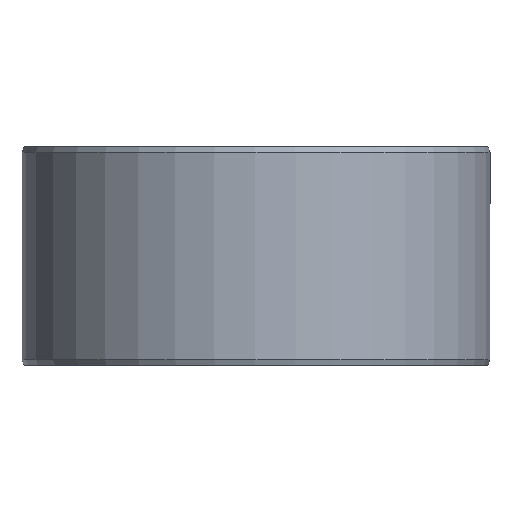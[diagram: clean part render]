
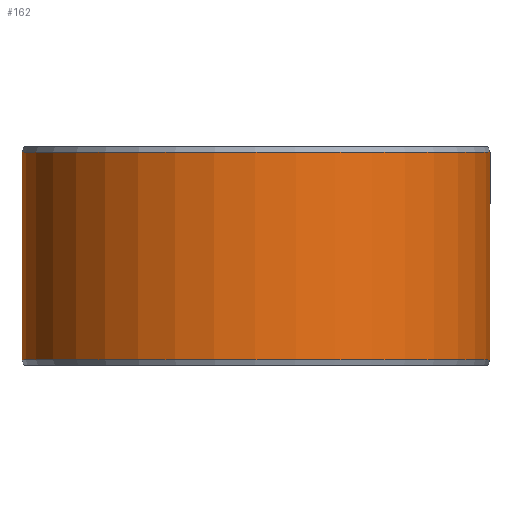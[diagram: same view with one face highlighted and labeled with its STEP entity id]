
A CAD part, front view. The second image highlights one B-rep face of the part: STEP entity #162.
In plain terms, the highlighted cylindrical face has radius 75 mm (diameter 150 mm), a partial arc.
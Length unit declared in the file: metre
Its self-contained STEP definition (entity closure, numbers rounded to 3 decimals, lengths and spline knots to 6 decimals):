
#162=ADVANCED_FACE('',(#185,#186),#187,.T.);
#185=FACE_OUTER_BOUND('',#211,.T.);
#186=FACE_BOUND('',#212,.T.);
#187=CYLINDRICAL_SURFACE('',#213,0.075);
#211=EDGE_LOOP('',(#289,#290,#291,#292));
#212=EDGE_LOOP('',(#293));
#213=AXIS2_PLACEMENT_3D('',#294,#295,#296);
#289=ORIENTED_EDGE('',*,*,#314,.T.);
#290=ORIENTED_EDGE('',*,*,#323,.F.);
#291=ORIENTED_EDGE('',*,*,#309,.F.);
#292=ORIENTED_EDGE('',*,*,#324,.T.);
#293=ORIENTED_EDGE('',*,*,#327,.T.);
#294=CARTESIAN_POINT('',(0.,0.,0.0));
#295=DIRECTION('',(0.,0.0,-1.0));
#296=DIRECTION('',(-1.0,0.0,0.));
#309=EDGE_CURVE('',#341,#342,#343,.T.);
#314=EDGE_CURVE('',#351,#349,#352,.T.);
#323=EDGE_CURVE('',#342,#349,#365,.T.);
#324=EDGE_CURVE('',#341,#351,#366,.T.);
#327=EDGE_CURVE('',#370,#370,#371,.T.);
#341=VERTEX_POINT('',#389);
#342=VERTEX_POINT('',#390);
#343=CIRCLE('',#391,0.075);
#349=VERTEX_POINT('',#399);
#351=VERTEX_POINT('',#402);
#352=CIRCLE('',#403,0.075);
#365=LINE('',#422,#423);
#366=LINE('',#424,#425);
#370=VERTEX_POINT('',#501);
#371=B_SPLINE_CURVE_WITH_KNOTS('',3,(#502,#503,#504,#505,#506,#507,#508,#509,#510,#511,#512,#513,#514,#515,#516,#517,#518,#519,#520,#521,#522,#523,#524,#525,#526,#527,#528,#529,#530,#531,#532,#533,#534,#535,#536,#537,#538,#539,#540,#541,#542,#543,#544,#545,#546,#547,#548,#549,#550,#551,#552,#553,#554,#555,#556,#557,#558,#559,#560,#561,#562,#563,#564,#565,#566,#567,#568,#569,#570,#571,#572,#573),.UNSPECIFIED.,.T.,.F.,(2,2,2,2,2,2,2,2,2,2,2,2,2,2,2,2,2,2,2,2,2,2,2,2,2,2,2,2,2,2,2,2,2,2,2,2,2,2),(-0.000977,0.0,0.000977,0.001466,0.001954,0.002932,0.003909,0.004886,0.005863,0.00684,0.007817,0.008795,0.009772,0.010749,0.011726,0.012703,0.013192,0.01368,0.014658,0.015635,0.016612,0.017589,0.018566,0.019544,0.020521,0.021498,0.022475,0.023452,0.024429,0.024918,0.025407,0.026384,0.027361,0.028338,0.029315,0.030292,0.03127,0.032247),.UNSPECIFIED.);
#389=CARTESIAN_POINT('',(0.001309,0.074989,0.0018));
#390=CARTESIAN_POINT('',(0.,0.075,0.0018));
#391=AXIS2_PLACEMENT_3D('',#587,#588,#589);
#399=CARTESIAN_POINT('',(0.,0.075,0.0682));
#402=CARTESIAN_POINT('',(0.001309,0.074989,0.0682));
#403=AXIS2_PLACEMENT_3D('',#596,#597,#598);
#422=CARTESIAN_POINT('',(0.,0.075,0.0018));
#423=VECTOR('',#611,1.0);
#424=CARTESIAN_POINT('',(0.001309,0.074989,0.0018));
#425=VECTOR('',#612,1.0);
#501=CARTESIAN_POINT('',(0.061569,-0.042828,0.035));
#502=CARTESIAN_POINT('',(0.061569,-0.042828,0.03467));
#503=CARTESIAN_POINT('',(0.061569,-0.042828,0.03533));
#504=CARTESIAN_POINT('',(0.061588,-0.042801,0.035655));
#505=CARTESIAN_POINT('',(0.061642,-0.042723,0.036135));
#506=CARTESIAN_POINT('',(0.061665,-0.04269,0.036293));
#507=CARTESIAN_POINT('',(0.061719,-0.042612,0.036607));
#508=CARTESIAN_POINT('',(0.061751,-0.042565,0.036763));
#509=CARTESIAN_POINT('',(0.061858,-0.04241,0.037217));
#510=CARTESIAN_POINT('',(0.061945,-0.042283,0.037505));
#511=CARTESIAN_POINT('',(0.062149,-0.041983,0.038048));
#512=CARTESIAN_POINT('',(0.062267,-0.041807,0.038305));
#513=CARTESIAN_POINT('',(0.062523,-0.041423,0.038766));
#514=CARTESIAN_POINT('',(0.062662,-0.041213,0.038973));
#515=CARTESIAN_POINT('',(0.062961,-0.040755,0.039339));
#516=CARTESIAN_POINT('',(0.063119,-0.04051,0.039494));
#517=CARTESIAN_POINT('',(0.063442,-0.040003,0.039744));
#518=CARTESIAN_POINT('',(0.06361,-0.039736,0.03984));
#519=CARTESIAN_POINT('',(0.063949,-0.039187,0.039968));
#520=CARTESIAN_POINT('',(0.064118,-0.03891,0.04));
#521=CARTESIAN_POINT('',(0.064454,-0.038351,0.04));
#522=CARTESIAN_POINT('',(0.064623,-0.038065,0.039968));
#523=CARTESIAN_POINT('',(0.064946,-0.037511,0.03984));
#524=CARTESIAN_POINT('',(0.065101,-0.037241,0.039746));
#525=CARTESIAN_POINT('',(0.0654,-0.036714,0.039495));
#526=CARTESIAN_POINT('',(0.065543,-0.036458,0.039339));
#527=CARTESIAN_POINT('',(0.065805,-0.035984,0.038977));
#528=CARTESIAN_POINT('',(0.065925,-0.035762,0.03877));
#529=CARTESIAN_POINT('',(0.066147,-0.03535,0.038304));
#530=CARTESIAN_POINT('',(0.066244,-0.035167,0.038051));
#531=CARTESIAN_POINT('',(0.066371,-0.034926,0.037645));
#532=CARTESIAN_POINT('',(0.066411,-0.034852,0.037505));
#533=CARTESIAN_POINT('',(0.066482,-0.034714,0.037216));
#534=CARTESIAN_POINT('',(0.066515,-0.034651,0.037066));
#535=CARTESIAN_POINT('',(0.066602,-0.034484,0.036612));
#536=CARTESIAN_POINT('',(0.066646,-0.0344,0.0363));
#537=CARTESIAN_POINT('',(0.066705,-0.034285,0.03566));
#538=CARTESIAN_POINT('',(0.06672,-0.034256,0.035328));
#539=CARTESIAN_POINT('',(0.06672,-0.034256,0.034675));
#540=CARTESIAN_POINT('',(0.066705,-0.034284,0.034351));
#541=CARTESIAN_POINT('',(0.066647,-0.034398,0.033706));
#542=CARTESIAN_POINT('',(0.066603,-0.034483,0.03339));
#543=CARTESIAN_POINT('',(0.066488,-0.034705,0.032788));
#544=CARTESIAN_POINT('',(0.066416,-0.034842,0.032498));
#545=CARTESIAN_POINT('',(0.066245,-0.035166,0.03195));
#546=CARTESIAN_POINT('',(0.066148,-0.035348,0.031699));
#547=CARTESIAN_POINT('',(0.065929,-0.035754,0.031237));
#548=CARTESIAN_POINT('',(0.065807,-0.03598,0.031026));
#549=CARTESIAN_POINT('',(0.065544,-0.036456,0.030662));
#550=CARTESIAN_POINT('',(0.065404,-0.036707,0.030509));
#551=CARTESIAN_POINT('',(0.065106,-0.037233,0.030257));
#552=CARTESIAN_POINT('',(0.064947,-0.037509,0.030161));
#553=CARTESIAN_POINT('',(0.064625,-0.038061,0.030033));
#554=CARTESIAN_POINT('',(0.06446,-0.038341,0.03));
#555=CARTESIAN_POINT('',(0.06412,-0.038906,0.03));
#556=CARTESIAN_POINT('',(0.06395,-0.039185,0.030032));
#557=CARTESIAN_POINT('',(0.063698,-0.039592,0.030127));
#558=CARTESIAN_POINT('',(0.063614,-0.039727,0.030166));
#559=CARTESIAN_POINT('',(0.063448,-0.039993,0.030261));
#560=CARTESIAN_POINT('',(0.063364,-0.040125,0.030317));
#561=CARTESIAN_POINT('',(0.06312,-0.040509,0.030505));
#562=CARTESIAN_POINT('',(0.062964,-0.04075,0.030658));
#563=CARTESIAN_POINT('',(0.062667,-0.041206,0.03102));
#564=CARTESIAN_POINT('',(0.062525,-0.041421,0.031231));
#565=CARTESIAN_POINT('',(0.062268,-0.041805,0.031692));
#566=CARTESIAN_POINT('',(0.062153,-0.041977,0.031944));
#567=CARTESIAN_POINT('',(0.061947,-0.04228,0.032489));
#568=CARTESIAN_POINT('',(0.061859,-0.042409,0.032781));
#569=CARTESIAN_POINT('',(0.061717,-0.042615,0.033382));
#570=CARTESIAN_POINT('',(0.061662,-0.042695,0.033696));
#571=CARTESIAN_POINT('',(0.061588,-0.042801,0.034343));
#572=CARTESIAN_POINT('',(0.061569,-0.042828,0.03467));
#573=CARTESIAN_POINT('',(0.061569,-0.042828,0.03533));
#587=CARTESIAN_POINT('',(0.,0.,0.0018));
#588=DIRECTION('',(0.,0.0,-1.0));
#589=DIRECTION('',(-1.0,0.0,0.));
#596=CARTESIAN_POINT('',(0.,0.,0.0682));
#597=DIRECTION('',(0.,0.0,-1.0));
#598=DIRECTION('',(-1.0,0.0,0.));
#611=DIRECTION('',(0.,0.0,1.0));
#612=DIRECTION('',(0.,0.,1.0));
